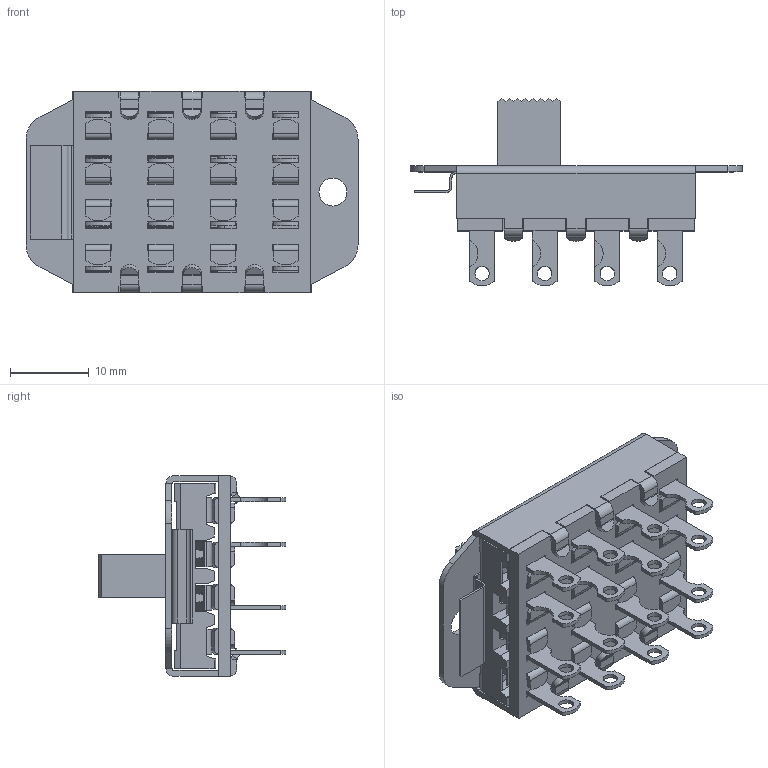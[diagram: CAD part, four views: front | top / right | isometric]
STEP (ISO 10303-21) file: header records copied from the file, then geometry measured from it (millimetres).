
FILE_DESCRIPTION(/* description */ (''),/* implementation_level */ '2;1');
FILE_NAME(/* name */ 'G-360L-0000_3D MODEL.stp',/* time_stamp */ '2023-09-25T11:47:53-04:00',/* author */ ('dwiltbank'),/* organization */ (''),/* preprocessor_version */ 'ST-DEVELOPER v19.2',/* originating_system */ 'Autodesk Inventor 2024',/* authorisation */ '');
FILE_SCHEMA (('AUTOMOTIVE_DESIGN { 1 0 10303 214 3 1 1 }'));
Length unit declared in the file: inch
Products named in the file (1): G-360L-0000_3D Model
Bounding box: 42.06 x 23.76 x 25.5 mm (x, y, z)
Volume: 4209.2 mm3; surface area: 8993 mm2
Topology: 1 solids, 1 shells, 1214 faces, 3639 edges, 2329 vertices
Faces by surface type: plane 838, cylinder 316, sphere 32, bspline 28
Full cylindrical faces by diameter (mm): 1.397 x3, 1.727 x8, 1.829 x16, 3.556 x2
Entity records: 42571 total; most frequent: CARTESIAN_POINT 7941, ORIENTED_EDGE 7278, DIRECTION 6622, EDGE_CURVE 3639, LINE 2842, VECTOR 2842, VERTEX_POINT 2329, AXIS2_PLACEMENT_3D 1890
